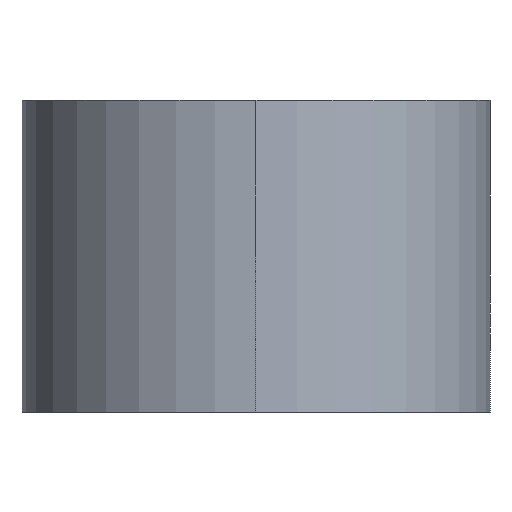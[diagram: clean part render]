
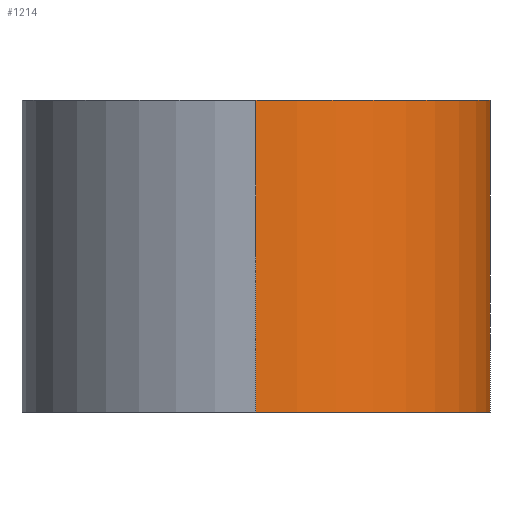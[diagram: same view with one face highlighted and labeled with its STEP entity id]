
A CAD part, left-side view. The second image highlights one B-rep face of the part: STEP entity #1214.
In plain terms, the highlighted cylindrical face has radius 15 mm (diameter 30 mm), a partial arc.
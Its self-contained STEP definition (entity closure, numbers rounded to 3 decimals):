
#127 = CARTESIAN_POINT ( 'NONE',  ( -40., 0., 20. ) ) ;
#133 = EDGE_CURVE ( 'NONE', #1231, #857, #1066, .T. ) ;
#314 = EDGE_CURVE ( 'NONE', #436, #1551, #1009, .T. ) ;
#382 = CIRCLE ( 'NONE', #1351, 15. ) ;
#386 = DIRECTION ( 'NONE',  ( 0., 0., 1. ) ) ;
#436 = VERTEX_POINT ( 'NONE', #127 ) ;
#440 = DIRECTION ( 'NONE',  ( 0., 0., -1. ) ) ;
#453 = CYLINDRICAL_SURFACE ( 'NONE', #906, 15. ) ;
#571 = EDGE_LOOP ( 'NONE', ( #576, #678, #787, #700 ) ) ;
#576 = ORIENTED_EDGE ( 'NONE', *, *, #1332, .F. ) ;
#654 = EDGE_CURVE ( 'NONE', #1551, #857, #789, .T. ) ;
#678 = ORIENTED_EDGE ( 'NONE', *, *, #314, .T. ) ;
#700 = ORIENTED_EDGE ( 'NONE', *, *, #133, .F. ) ;
#703 = CARTESIAN_POINT ( 'NONE',  ( -25., -15., 20. ) ) ;
#714 = CARTESIAN_POINT ( 'NONE',  ( -25., 0., 20. ) ) ;
#734 = DIRECTION ( 'NONE',  ( 0., 0., -1. ) ) ;
#741 = CARTESIAN_POINT ( 'NONE',  ( -25., 0., 20. ) ) ;
#787 = ORIENTED_EDGE ( 'NONE', *, *, #654, .T. ) ;
#789 = CIRCLE ( 'NONE', #1409, 15. ) ;
#807 = CARTESIAN_POINT ( 'NONE',  ( -40., 0., 0. ) ) ;
#857 = VERTEX_POINT ( 'NONE', #1117 ) ;
#906 = AXIS2_PLACEMENT_3D ( 'NONE', #714, #734, #1122 ) ;
#1009 = LINE ( 'NONE', #1534, #1549 ) ;
#1051 = CARTESIAN_POINT ( 'NONE',  ( -25., 0., 0. ) ) ;
#1066 = LINE ( 'NONE', #703, #1519 ) ;
#1117 = CARTESIAN_POINT ( 'NONE',  ( -25., -15., 0. ) ) ;
#1122 = DIRECTION ( 'NONE',  ( -1., 0., 0. ) ) ;
#1214 = ADVANCED_FACE ( 'NONE', ( #1335 ), #453, .T. ) ;
#1231 = VERTEX_POINT ( 'NONE', #1241 ) ;
#1241 = CARTESIAN_POINT ( 'NONE',  ( -25., -15., 20. ) ) ;
#1271 = DIRECTION ( 'NONE',  ( 1., 0., 0. ) ) ;
#1332 = EDGE_CURVE ( 'NONE', #436, #1231, #382, .T. ) ;
#1335 = FACE_OUTER_BOUND ( 'NONE', #571, .T. ) ;
#1351 = AXIS2_PLACEMENT_3D ( 'NONE', #741, #1539, #1271 ) ;
#1409 = AXIS2_PLACEMENT_3D ( 'NONE', #1051, #386, #1679 ) ;
#1519 = VECTOR ( 'NONE', #440, 1000. ) ;
#1534 = CARTESIAN_POINT ( 'NONE',  ( -40., 0., 20. ) ) ;
#1539 = DIRECTION ( 'NONE',  ( 0., 0., 1. ) ) ;
#1549 = VECTOR ( 'NONE', #1642, 1000. ) ;
#1551 = VERTEX_POINT ( 'NONE', #807 ) ;
#1642 = DIRECTION ( 'NONE',  ( 0., 0., -1. ) ) ;
#1679 = DIRECTION ( 'NONE',  ( 1., 0., 0. ) ) ;
